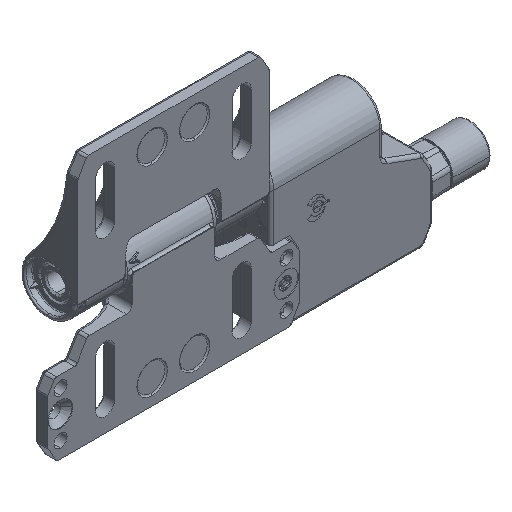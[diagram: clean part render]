
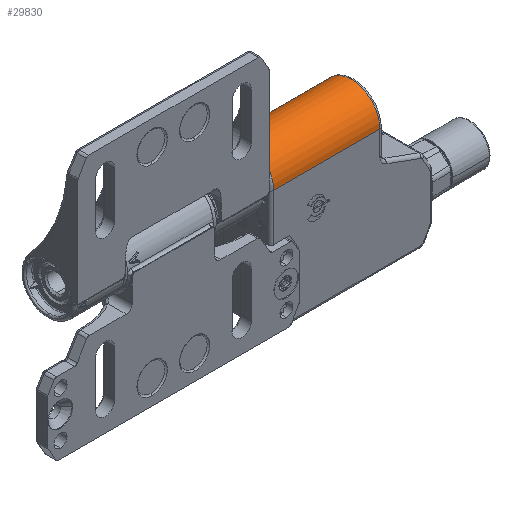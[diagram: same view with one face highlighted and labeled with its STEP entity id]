
A CAD part, isometric view. The second image highlights one B-rep face of the part: STEP entity #29830.
In plain terms, the highlighted cylindrical face has radius 9.5 mm (diameter 19 mm), a partial arc.
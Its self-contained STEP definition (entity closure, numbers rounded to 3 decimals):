
#21967=DIRECTION('',(1.,0.,0.));
#21968=VECTOR('',#21967,35.);
#21969=CARTESIAN_POINT('',(33.5,-9.5,0.));
#21970=LINE('',#21969,#21968);
#22079=DIRECTION('',(1.,0.,0.));
#22080=VECTOR('',#22079,35.);
#22081=CARTESIAN_POINT('',(33.5,9.5,0.));
#22082=LINE('',#22081,#22080);
#22786=CARTESIAN_POINT('',(68.5,0.,0.));
#22787=DIRECTION('',(1.,0.,0.));
#22788=DIRECTION('',(0.,1.,0.));
#22789=AXIS2_PLACEMENT_3D('',#22786,#22787,#22788);
#22854=CARTESIAN_POINT('',(33.5,0.,0.));
#22855=DIRECTION('',(-1.,0.,0.));
#22856=DIRECTION('',(0.,-1.,0.));
#22857=AXIS2_PLACEMENT_3D('',#22854,#22855,#22856);
#28387=CARTESIAN_POINT('',(68.5,-9.5,0.));
#28388=VERTEX_POINT('',#28387);
#28391=CARTESIAN_POINT('',(68.5,9.5,0.));
#28392=VERTEX_POINT('',#28391);
#28397=CARTESIAN_POINT('',(33.5,9.5,0.));
#28399=VERTEX_POINT('',#28397);
#28407=CARTESIAN_POINT('',(33.5,-9.5,0.));
#28408=VERTEX_POINT('',#28407);
#29816=CARTESIAN_POINT('',(32.5,0.,0.));
#29817=DIRECTION('',(1.,0.,0.));
#29818=DIRECTION('',(0.,0.,-1.));
#29819=AXIS2_PLACEMENT_3D('',#29816,#29817,#29818);
#29820=CYLINDRICAL_SURFACE('',#29819,9.5);
#29822=ORIENTED_EDGE('',*,*,#29821,.T.);
#29823=ORIENTED_EDGE('',*,*,#29701,.F.);
#29825=ORIENTED_EDGE('',*,*,#29824,.T.);
#29827=ORIENTED_EDGE('',*,*,#29826,.T.);
#29828=EDGE_LOOP('',(#29822,#29823,#29825,#29827));
#29829=FACE_OUTER_BOUND('',#29828,.F.);
#29830=ADVANCED_FACE('',(#29829),#29820,.T.);
#22790=CIRCLE('',#22789,9.5);
#22858=CIRCLE('',#22857,9.5);
#29701=EDGE_CURVE('',#28408,#28388,#21970,.T.);
#29821=EDGE_CURVE('',#28392,#28388,#22790,.T.);
#29824=EDGE_CURVE('',#28408,#28399,#22858,.T.);
#29826=EDGE_CURVE('',#28399,#28392,#22082,.T.);
